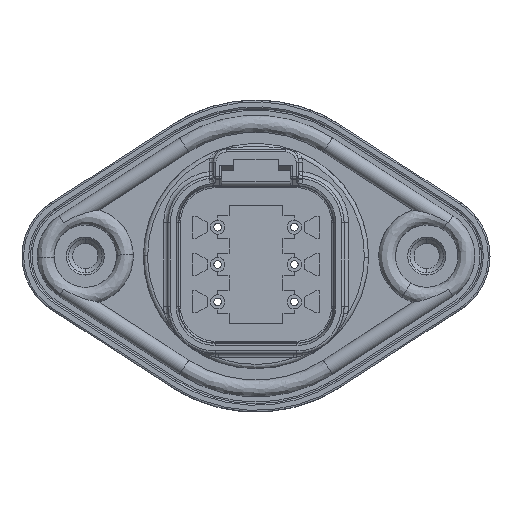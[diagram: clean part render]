
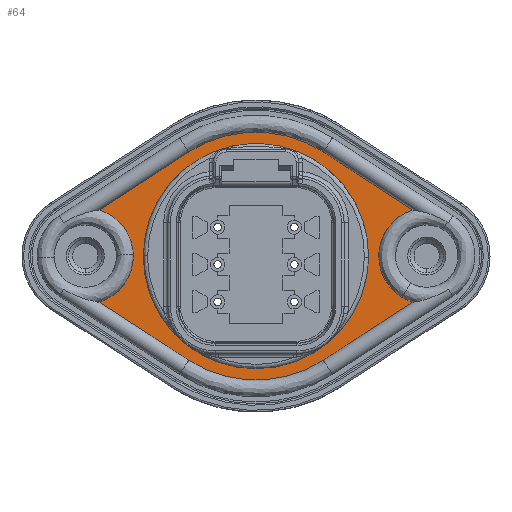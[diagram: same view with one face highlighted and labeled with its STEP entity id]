
A CAD part, front view. The second image highlights one B-rep face of the part: STEP entity #64.
In plain terms, the highlighted planar face has unit normal (0, -1, 0).
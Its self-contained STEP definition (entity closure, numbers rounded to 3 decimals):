
#64 = ADVANCED_FACE ( 'NONE', ( #29236, #53289 ), #14598, .F. ) ;
#206 = VECTOR ( 'NONE', #35377, 1000. ) ;
#632 = DIRECTION ( 'NONE',  ( 0., 0., 1. ) ) ;
#3408 = CARTESIAN_POINT ( 'NONE',  ( -18.619, 15.75, 6.462 ) ) ;
#3833 = ORIENTED_EDGE ( 'NONE', *, *, #74755, .F. ) ;
#4759 = ORIENTED_EDGE ( 'NONE', *, *, #8100, .F. ) ;
#4769 = AXIS2_PLACEMENT_3D ( 'NONE', #42817, #25720, #55756 ) ;
#4824 = CARTESIAN_POINT ( 'NONE',  ( 7.985, 15.75, 13.342 ) ) ;
#5126 = CARTESIAN_POINT ( 'NONE',  ( -0.6, 15.75, 14.39 ) ) ;
#5153 = ORIENTED_EDGE ( 'NONE', *, *, #8536, .F. ) ;
#7399 = ORIENTED_EDGE ( 'NONE', *, *, #63981, .F. ) ;
#7833 = CARTESIAN_POINT ( 'NONE',  ( -7.985, 15.75, 13.342 ) ) ;
#8100 = EDGE_CURVE ( 'NONE', #62909, #53133, #57081, .T. ) ;
#8129 = CARTESIAN_POINT ( 'NONE',  ( -20.25, 15.75, 1. ) ) ;
#8502 = ORIENTED_EDGE ( 'NONE', *, *, #51796, .F. ) ;
#8536 = EDGE_CURVE ( 'NONE', #42529, #45403, #53273, .T. ) ;
#9172 = VERTEX_POINT ( 'NONE', #46166 ) ;
#10273 = CIRCLE ( 'NONE', #15608, 5.7 ) ;
#11238 = CARTESIAN_POINT ( 'NONE',  ( 7.985, 15.75, 13.342 ) ) ;
#11425 = DIRECTION ( 'NONE',  ( 0., 0., -1. ) ) ;
#11819 = CIRCLE ( 'NONE', #40045, 5.7 ) ;
#11956 = CIRCLE ( 'NONE', #53517, 13.35 ) ;
#12437 = DIRECTION ( 'NONE',  ( 0., 0., 1. ) ) ;
#13151 = LINE ( 'NONE', #72779, #25151 ) ;
#13325 = EDGE_LOOP ( 'NONE', ( #18895, #73944, #44675, #62888, #8502 ) ) ;
#14312 = DIRECTION ( 'NONE',  ( -0.84, 0., -0.543 ) ) ;
#14401 = VECTOR ( 'NONE', #22352, 1000. ) ;
#14598 = PLANE ( 'NONE',  #65266 ) ;
#15608 = AXIS2_PLACEMENT_3D ( 'NONE', #8129, #21043, #68393 ) ;
#15883 = ORIENTED_EDGE ( 'NONE', *, *, #47106, .F. ) ;
#15932 = CARTESIAN_POINT ( 'NONE',  ( 7.985, 15.75, -11.342 ) ) ;
#16336 = VECTOR ( 'NONE', #14312, 1000. ) ;
#17033 = LINE ( 'NONE', #21835, #72562 ) ;
#17145 = VERTEX_POINT ( 'NONE', #15932 ) ;
#17418 = CARTESIAN_POINT ( 'NONE',  ( -7.985, 15.75, -11.342 ) ) ;
#17603 = ORIENTED_EDGE ( 'NONE', *, *, #30002, .F. ) ;
#17757 = VERTEX_POINT ( 'NONE', #22962 ) ;
#17881 = DIRECTION ( 'NONE',  ( 0., -1., 0. ) ) ;
#18680 = LINE ( 'NONE', #66106, #64050 ) ;
#18852 = VERTEX_POINT ( 'NONE', #68322 ) ;
#18895 = ORIENTED_EDGE ( 'NONE', *, *, #39533, .F. ) ;
#18909 = DIRECTION ( 'NONE',  ( 0., -1., 0. ) ) ;
#20025 = EDGE_LOOP ( 'NONE', ( #5153, #56058, #40032, #17603, #4759, #15883, #75311, #3833, #7399, #26831 ) ) ;
#20643 = LINE ( 'NONE', #5126, #206 ) ;
#21043 = DIRECTION ( 'NONE',  ( 0., -1., 0. ) ) ;
#21636 = VERTEX_POINT ( 'NONE', #3408 ) ;
#21835 = CARTESIAN_POINT ( 'NONE',  ( -0.575, 15.75, 7.575 ) ) ;
#22352 = DIRECTION ( 'NONE',  ( 0.84, 0., -0.543 ) ) ;
#22962 = CARTESIAN_POINT ( 'NONE',  ( 0.575, 15.75, 14.39 ) ) ;
#24056 = CARTESIAN_POINT ( 'NONE',  ( 0., 15.75, 1. ) ) ;
#24505 = DIRECTION ( 'NONE',  ( 0., 0., -1. ) ) ;
#25151 = VECTOR ( 'NONE', #72007, 1000. ) ;
#25720 = DIRECTION ( 'NONE',  ( 0., -1., 0. ) ) ;
#25941 = CARTESIAN_POINT ( 'NONE',  ( 20.25, 15.75, 1. ) ) ;
#26450 = CARTESIAN_POINT ( 'NONE',  ( 18.619, 15.75, -4.462 ) ) ;
#26831 = ORIENTED_EDGE ( 'NONE', *, *, #68767, .F. ) ;
#29236 = FACE_BOUND ( 'NONE', #13325, .T. ) ;
#30002 = EDGE_CURVE ( 'NONE', #53133, #74932, #10273, .T. ) ;
#30731 = CARTESIAN_POINT ( 'NONE',  ( 0., 15.75, 1. ) ) ;
#31909 = DIRECTION ( 'NONE',  ( 0., 0., -1. ) ) ;
#32844 = EDGE_CURVE ( 'NONE', #21636, #42529, #13151, .T. ) ;
#34092 = CIRCLE ( 'NONE', #72334, 13.35 ) ;
#34977 = CARTESIAN_POINT ( 'NONE',  ( 18.619, 15.75, -4.462 ) ) ;
#35377 = DIRECTION ( 'NONE',  ( -1., 0., 0. ) ) ;
#36710 = DIRECTION ( 'NONE',  ( 0., -1., 0. ) ) ;
#37352 = CARTESIAN_POINT ( 'NONE',  ( 0., 15.75, 1. ) ) ;
#39533 = EDGE_CURVE ( 'NONE', #17757, #68291, #20643, .T. ) ;
#39608 = AXIS2_PLACEMENT_3D ( 'NONE', #25941, #67357, #31909 ) ;
#40032 = ORIENTED_EDGE ( 'NONE', *, *, #54718, .F. ) ;
#40045 = AXIS2_PLACEMENT_3D ( 'NONE', #47116, #17881, #11425 ) ;
#40514 = CIRCLE ( 'NONE', #71244, 14.7 ) ;
#41216 = VERTEX_POINT ( 'NONE', #65402 ) ;
#41466 = DIRECTION ( 'NONE',  ( -0.84, 0., 0.543 ) ) ;
#42529 = VERTEX_POINT ( 'NONE', #7833 ) ;
#42817 = CARTESIAN_POINT ( 'NONE',  ( -20.25, 15.75, 1. ) ) ;
#44361 = DIRECTION ( 'NONE',  ( 0., 1., 0. ) ) ;
#44675 = ORIENTED_EDGE ( 'NONE', *, *, #76112, .F. ) ;
#45403 = VERTEX_POINT ( 'NONE', #4824 ) ;
#45935 = VECTOR ( 'NONE', #41466, 1000. ) ;
#46166 = CARTESIAN_POINT ( 'NONE',  ( -0.575, 15.75, 14.338 ) ) ;
#47106 = EDGE_CURVE ( 'NONE', #17145, #62909, #40514, .T. ) ;
#47116 = CARTESIAN_POINT ( 'NONE',  ( 20.25, 15.75, 1. ) ) ;
#47723 = LINE ( 'NONE', #11238, #14401 ) ;
#47799 = LINE ( 'NONE', #26450, #16336 ) ;
#48119 = CARTESIAN_POINT ( 'NONE',  ( 0., 15.75, 1. ) ) ;
#49555 = DIRECTION ( 'NONE',  ( 0., 1., 0. ) ) ;
#51215 = VERTEX_POINT ( 'NONE', #62316 ) ;
#51796 = EDGE_CURVE ( 'NONE', #68291, #9172, #17033, .T. ) ;
#52073 = CARTESIAN_POINT ( 'NONE',  ( -14.553, 15.75, 1.183 ) ) ;
#53133 = VERTEX_POINT ( 'NONE', #74771 ) ;
#53273 = CIRCLE ( 'NONE', #57818, 14.7 ) ;
#53289 = FACE_OUTER_BOUND ( 'NONE', #20025, .T. ) ;
#53322 = EDGE_CURVE ( 'NONE', #41216, #17757, #18680, .T. ) ;
#53517 = AXIS2_PLACEMENT_3D ( 'NONE', #24056, #18909, #12437 ) ;
#54067 = DIRECTION ( 'NONE',  ( 0., 0., 1. ) ) ;
#54718 = EDGE_CURVE ( 'NONE', #74932, #21636, #58307, .T. ) ;
#55756 = DIRECTION ( 'NONE',  ( 0., 0., -1. ) ) ;
#56058 = ORIENTED_EDGE ( 'NONE', *, *, #32844, .F. ) ;
#56232 = CARTESIAN_POINT ( 'NONE',  ( -0.575, 15.75, 14.39 ) ) ;
#57068 = DIRECTION ( 'NONE',  ( 0., 0., -1. ) ) ;
#57081 = LINE ( 'NONE', #17418, #45935 ) ;
#57709 = VERTEX_POINT ( 'NONE', #34977 ) ;
#57818 = AXIS2_PLACEMENT_3D ( 'NONE', #30731, #65198, #24505 ) ;
#58307 = CIRCLE ( 'NONE', #4769, 5.7 ) ;
#58571 = VERTEX_POINT ( 'NONE', #66954 ) ;
#62205 = CARTESIAN_POINT ( 'NONE',  ( 0., 15.75, 1. ) ) ;
#62316 = CARTESIAN_POINT ( 'NONE',  ( 0., 15.75, -12.35 ) ) ;
#62888 = ORIENTED_EDGE ( 'NONE', *, *, #66268, .F. ) ;
#62898 = CIRCLE ( 'NONE', #39608, 5.7 ) ;
#62909 = VERTEX_POINT ( 'NONE', #75766 ) ;
#63981 = EDGE_CURVE ( 'NONE', #18852, #58571, #11819, .T. ) ;
#64050 = VECTOR ( 'NONE', #632, 1000. ) ;
#65198 = DIRECTION ( 'NONE',  ( 0., 1., 0. ) ) ;
#65266 = AXIS2_PLACEMENT_3D ( 'NONE', #62205, #44361, #74340 ) ;
#65402 = CARTESIAN_POINT ( 'NONE',  ( 0.575, 15.75, 14.338 ) ) ;
#66106 = CARTESIAN_POINT ( 'NONE',  ( 0.575, 15.75, 16.364 ) ) ;
#66268 = EDGE_CURVE ( 'NONE', #9172, #51215, #11956, .T. ) ;
#66954 = CARTESIAN_POINT ( 'NONE',  ( 17.309, 15.75, -3.882 ) ) ;
#67139 = DIRECTION ( 'NONE',  ( 0., 0., -1. ) ) ;
#67357 = DIRECTION ( 'NONE',  ( 0., -1., 0. ) ) ;
#68177 = EDGE_CURVE ( 'NONE', #57709, #17145, #47799, .T. ) ;
#68291 = VERTEX_POINT ( 'NONE', #56232 ) ;
#68322 = CARTESIAN_POINT ( 'NONE',  ( 18.619, 15.75, 6.462 ) ) ;
#68393 = DIRECTION ( 'NONE',  ( 0., 0., -1. ) ) ;
#68767 = EDGE_CURVE ( 'NONE', #45403, #18852, #47723, .T. ) ;
#71244 = AXIS2_PLACEMENT_3D ( 'NONE', #37352, #49555, #67139 ) ;
#72007 = DIRECTION ( 'NONE',  ( 0.84, 0., 0.543 ) ) ;
#72334 = AXIS2_PLACEMENT_3D ( 'NONE', #48119, #36710, #54067 ) ;
#72562 = VECTOR ( 'NONE', #57068, 1000. ) ;
#72779 = CARTESIAN_POINT ( 'NONE',  ( -18.619, 15.75, 6.462 ) ) ;
#73944 = ORIENTED_EDGE ( 'NONE', *, *, #53322, .F. ) ;
#74340 = DIRECTION ( 'NONE',  ( 0., 0., -1. ) ) ;
#74755 = EDGE_CURVE ( 'NONE', #58571, #57709, #62898, .T. ) ;
#74771 = CARTESIAN_POINT ( 'NONE',  ( -18.619, 15.75, -4.462 ) ) ;
#74932 = VERTEX_POINT ( 'NONE', #52073 ) ;
#75311 = ORIENTED_EDGE ( 'NONE', *, *, #68177, .F. ) ;
#75766 = CARTESIAN_POINT ( 'NONE',  ( -7.985, 15.75, -11.342 ) ) ;
#76112 = EDGE_CURVE ( 'NONE', #51215, #41216, #34092, .T. ) ;
